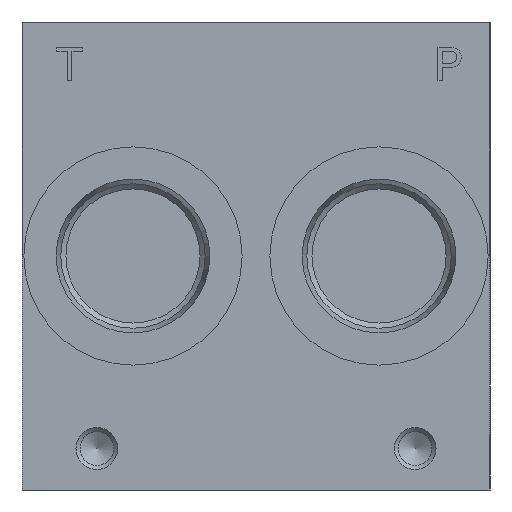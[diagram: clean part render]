
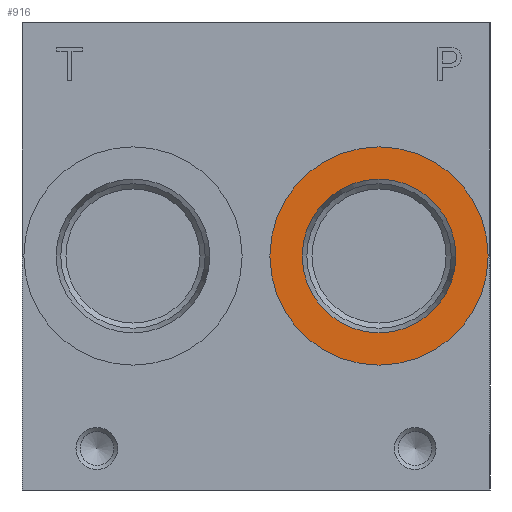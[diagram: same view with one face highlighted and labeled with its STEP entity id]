
A CAD part, left-side view. The second image highlights one B-rep face of the part: STEP entity #916.
In plain terms, the highlighted planar face has unit normal (-1, 0, 0).
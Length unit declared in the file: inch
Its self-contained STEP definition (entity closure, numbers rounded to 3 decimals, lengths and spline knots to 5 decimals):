
#916 = ADVANCED_FACE( '', ( #2011, #2012 ), #2013, .T. );
#2011 = FACE_BOUND( '', #3213, .T. );
#2012 = FACE_OUTER_BOUND( '', #3214, .T. );
#2013 = PLANE( '', #3215 );
#3213 = EDGE_LOOP( '', ( #5648 ) );
#3214 = EDGE_LOOP( '', ( #5649 ) );
#3215 = AXIS2_PLACEMENT_3D( '', #5650, #5651, #5652 );
#5648 = ORIENTED_EDGE( '', *, *, #6717, .T. );
#5649 = ORIENTED_EDGE( '', *, *, #6499, .F. );
#5650 = CARTESIAN_POINT( '', ( 0.031, 1.646, 1.75 ) );
#5651 = DIRECTION( '', ( -1., 0., 0. ) );
#5652 = DIRECTION( '', ( 0., 0., 1. ) );
#6499 = EDGE_CURVE( '', #7677, #7677, #7678, .T. );
#6717 = EDGE_CURVE( '', #8053, #8053, #8054, .T. );
#7677 = VERTEX_POINT( '', #9366 );
#7678 = CIRCLE( '', #9367, 0.816 );
#8053 = VERTEX_POINT( '', #9869 );
#8054 = CIRCLE( '', #9870, 0.5745 );
#9366 = CARTESIAN_POINT( '', ( 0.031, 0.83, 0.934 ) );
#9367 = AXIS2_PLACEMENT_3D( '', #11497, #11498, #11499 );
#9869 = CARTESIAN_POINT( '', ( 0.031, 0.83, 1.1755 ) );
#9870 = AXIS2_PLACEMENT_3D( '', #11759, #11760, #11761 );
#11497 = CARTESIAN_POINT( '', ( 0.031, 0.83, 1.75 ) );
#11498 = DIRECTION( '', ( 1., 0., 0. ) );
#11499 = DIRECTION( '', ( 0., 0., -1. ) );
#11759 = CARTESIAN_POINT( '', ( 0.031, 0.83, 1.75 ) );
#11760 = DIRECTION( '', ( 1., 0., 0. ) );
#11761 = DIRECTION( '', ( 0., 0., -1. ) );
